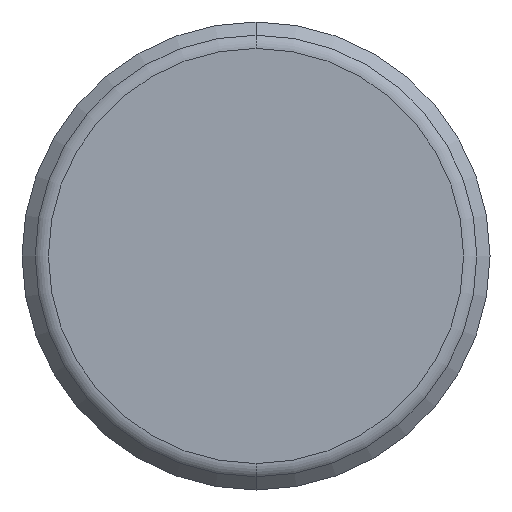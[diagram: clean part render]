
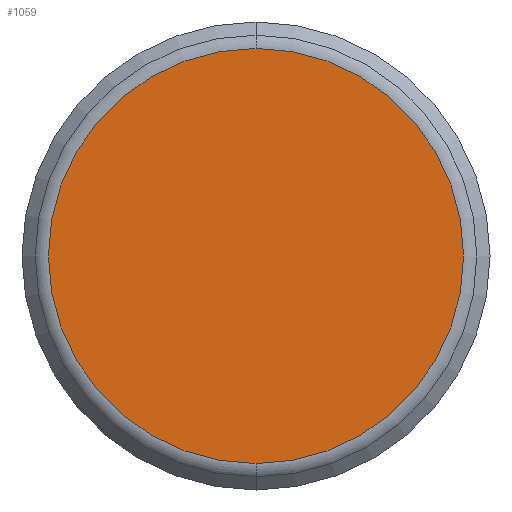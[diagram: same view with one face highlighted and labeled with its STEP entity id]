
A CAD part, front view. The second image highlights one B-rep face of the part: STEP entity #1059.
In plain terms, the highlighted planar face has unit normal (0, -1, 0).
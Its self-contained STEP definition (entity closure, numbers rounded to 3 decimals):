
#93 = VERTEX_POINT ( 'NONE', #1474 ) ;
#95 = DIRECTION ( 'NONE',  ( 0., 0., -1. ) ) ;
#178 = FACE_OUTER_BOUND ( 'NONE', #991, .T. ) ;
#263 = CIRCLE ( 'NONE', #472, 11.086 ) ;
#298 = DIRECTION ( 'NONE',  ( 0., 0., -1. ) ) ;
#370 = CIRCLE ( 'NONE', #1213, 11.086 ) ;
#377 = EDGE_CURVE ( 'NONE', #93, #1067, #370, .T. ) ;
#464 = DIRECTION ( 'NONE',  ( 0., 0., -1. ) ) ;
#472 = AXIS2_PLACEMENT_3D ( 'NONE', #1323, #694, #298 ) ;
#590 = EDGE_CURVE ( 'NONE', #1067, #93, #263, .T. ) ;
#671 = PLANE ( 'NONE',  #901 ) ;
#694 = DIRECTION ( 'NONE',  ( 0., -1., 0. ) ) ;
#718 = CARTESIAN_POINT ( 'NONE',  ( 0., 0., 0. ) ) ;
#838 = DIRECTION ( 'NONE',  ( 0., -1., 0. ) ) ;
#849 = CARTESIAN_POINT ( 'NONE',  ( 0., 0., 11.086 ) ) ;
#901 = AXIS2_PLACEMENT_3D ( 'NONE', #1183, #1358, #95 ) ;
#940 = ORIENTED_EDGE ( 'NONE', *, *, #377, .T. ) ;
#991 = EDGE_LOOP ( 'NONE', ( #940, #1011 ) ) ;
#1011 = ORIENTED_EDGE ( 'NONE', *, *, #590, .T. ) ;
#1059 = ADVANCED_FACE ( 'NONE', ( #178 ), #671, .T. ) ;
#1067 = VERTEX_POINT ( 'NONE', #849 ) ;
#1183 = CARTESIAN_POINT ( 'NONE',  ( 0., 0., 0. ) ) ;
#1213 = AXIS2_PLACEMENT_3D ( 'NONE', #718, #838, #464 ) ;
#1323 = CARTESIAN_POINT ( 'NONE',  ( 0., 0., 0. ) ) ;
#1358 = DIRECTION ( 'NONE',  ( 0., -1., 0. ) ) ;
#1474 = CARTESIAN_POINT ( 'NONE',  ( 0., 0., -11.086 ) ) ;
